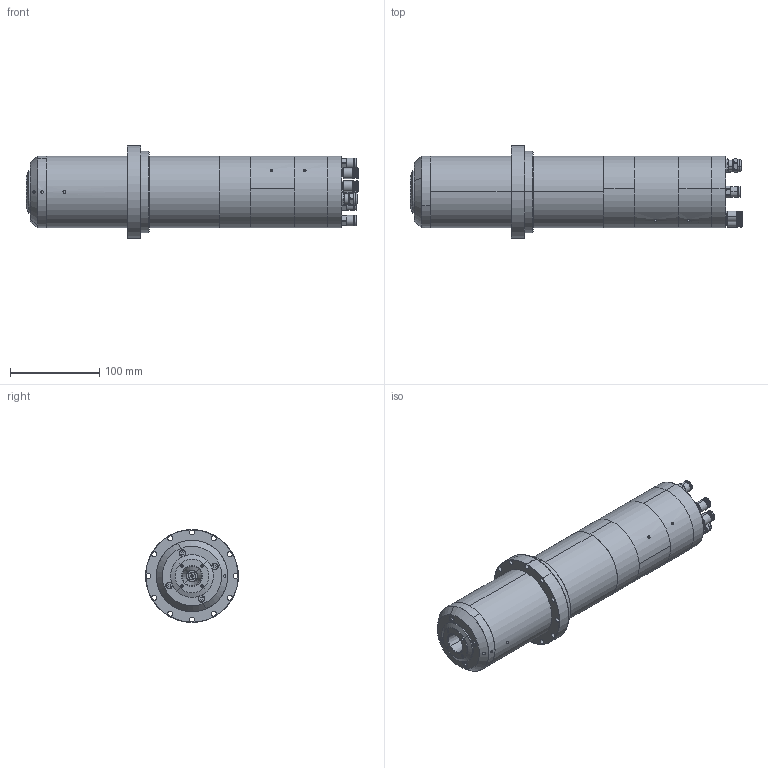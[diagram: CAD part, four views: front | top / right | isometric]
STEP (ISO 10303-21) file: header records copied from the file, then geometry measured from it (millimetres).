
FILE_DESCRIPTION (( 'STEP AP214' ), '1' );
FILE_NAME ('GDL80Y-20-15Z-2.5蚾饜极.STEP', '2024-12-07T00:56:16', ( '00' ), ( '' ), 'SwSTEP 2.0', 'SolidWorks 2018', '' );
FILE_SCHEMA (( 'AUTOMOTIVE_DESIGN' ));
Length unit declared in the file: millimetre
Products named in the file (81): GDL80-20-24Z-2.5-10前缸体; GDL80-20-24Z-1.5-06芢裝; GDL80Y-20-15Z-2.5-1-2; ISO20嶺蛈國; GDL80-20-24Z-1.5-13綴詰极; 棠詩; YONG RUI D6辦脣ァ郲RC1-8; GDL80Y-20-15Z-2.5-1-1; GB／T70．1-2000内六角圆柱头螺钉M4×105; GB／T70．1-2000内六角圆柱头螺钉M4×10; GDL80Y-20-15Z-2.5蚾饜极; GDL80Y-20-15Z-2.5-1儂褲蚾饜极; GDL80-20-36Z-1.5-08羲壽釱; GDL80-20-24Z-1.5-10前缸体; GDL80Y-20-15Z-2.5-1儂褲; 端盖和转子轴装配总成; ISO20嶺蛈-嶺絮袨怓; 7005-QL-BZヶ裔; GDL80Y-20-15Z-2.5-3前端盖; 11X1.5密封圈（拉刀座）; GDL80Y-20-15Z-2.5-7前螺母; ISO20嶺蛈釱; GB893．1-86孔用弹性挡圈A型42; GB／T292-94角接触球轴承7004C; GDL80-20-36Z-1.5-10-1前缸体配件; 04-TDZL-BZ覃淕菜; 04-HL-BZ綴粣創蹟譫; GB／T70．1-2000内六角圆柱头螺钉M4×55; 路棠遠; GDL80Y-20-15Z-2.5-6蛌赽粣; 嫩猾; BPOC6M5ァ郲; M12x1.5踢扽跡擘芛14-14; GDL80邧詰蚾饜; GDL80Y-20-15Z-2.5-5蟀諉极; GDL80Y-20-15Z-2.5-4蛌粣; GDL80-20-24Z-1.5-16后活塞; GDL80-20-24Z-1.5-15綴詰裔; 抯玹峎誘杶; GDL80-20-24Z-1.5-13-1綴詰极饜璃
Assembly tree (72 placements, depth 4):
  GDL80-20-24Z-1.5-06芢裝
  棠詩
  GDL80Y-20-15Z-2.5蚾饜极
    GDL80Y-20-15Z-2.5-1儂褲蚾饜极
      GDL80Y-20-15Z-2.5-1儂褲
      GDL80Y-20-15Z-2.5-1-1
      GDL80Y-20-15Z-2.5-1-2
      GDL80Y-20-15Z-2.5-1-1
      GDL80Y-20-15Z-2.5-1-2
      GDL80Y-20-15Z-2.5-1-2
      GDL80Y-20-15Z-2.5-1-2
      GDL80Y-20-15Z-2.5-1-2
      GDL80Y-20-15Z-2.5-1-2
      GDL80Y-20-15Z-2.5-1-2
      GDL80Y-20-15Z-2.5-1-2
      GDL80Y-20-15Z-2.5-1-2
      GDL80Y-20-15Z-2.5-1-1
      GDL80Y-20-15Z-2.5-1-1
      GDL80Y-20-15Z-2.5-1-1
      GDL80Y-20-15Z-2.5-1-1
      GDL80Y-20-15Z-2.5-1-1
      GDL80Y-20-15Z-2.5-1-1
      GDL80Y-20-15Z-2.5-1-1
      GDL80Y-20-15Z-2.5-1-2
      GDL80Y-20-15Z-2.5-1-2
      GDL80Y-20-15Z-2.5-1-2
      GDL80Y-20-15Z-2.5-1-2
      GDL80Y-20-15Z-2.5-1-2
      GDL80Y-20-15Z-2.5-1-2
      GDL80Y-20-15Z-2.5-1-2
      GDL80Y-20-15Z-2.5-1-1
      GDL80Y-20-15Z-2.5-1-1
      GDL80Y-20-15Z-2.5-1-1
      GDL80Y-20-15Z-2.5-1-1
      GDL80Y-20-15Z-2.5-1-1
      GDL80Y-20-15Z-2.5-1-1
      GDL80Y-20-15Z-2.5-1-1
    GDL80邧詰蚾饜
      GDL80-20-24Z-1.5-10前缸体
        GDL80-20-24Z-2.5-10前缸体
      GDL80-20-24Z-1.5-13綴詰极
        GDL80-20-24Z-1.5-13綴詰极
      GDL80-20-24Z-1.5-15綴詰裔
    GDL80Y-20-15Z-2.5-5蟀諉极
    M12x1.5踢扽跡擘芛14-14  x2
    YONG RUI D6辦脣ァ郲RC1-8  x4
    BPOC6M5ァ郲  x2
    端盖和转子轴装配总成
      GDL80Y-20-15Z-2.5-6蛌赽粣
        GDL80Y-20-15Z-2.5-4蛌粣
      GDL80Y-20-15Z-2.5-7前螺母
      GDL80Y-20-15Z-2.5-3前端盖
      7005-QL-BZヶ裔
      ISO20嶺蛈-嶺絮袨怓
        ISO20嶺蛈釱
        ISO20嶺蛈國
        ISO20嶺蛈國
        ISO20嶺蛈國
        ISO20嶺蛈國
    GDL80-20-36Z-1.5-08羲壽釱
Bounding box: 371.1 x 103.6 x 103.6 mm (x, y, z)
Volume: 750327 mm3; surface area: 326399.9 mm2
Topology: 66 solids, 66 shells, 1750 faces, 4371 edges, 2809 vertices
Faces by surface type: cylinder 950, plane 494, cone 214, bspline 92
Entity records: 52787 total; most frequent: CARTESIAN_POINT 12309, DIRECTION 8473, ORIENTED_EDGE 7554, EDGE_CURVE 3777, AXIS2_PLACEMENT_3D 3507, VERTEX_POINT 2465, CIRCLE 1985, EDGE_LOOP 1808
